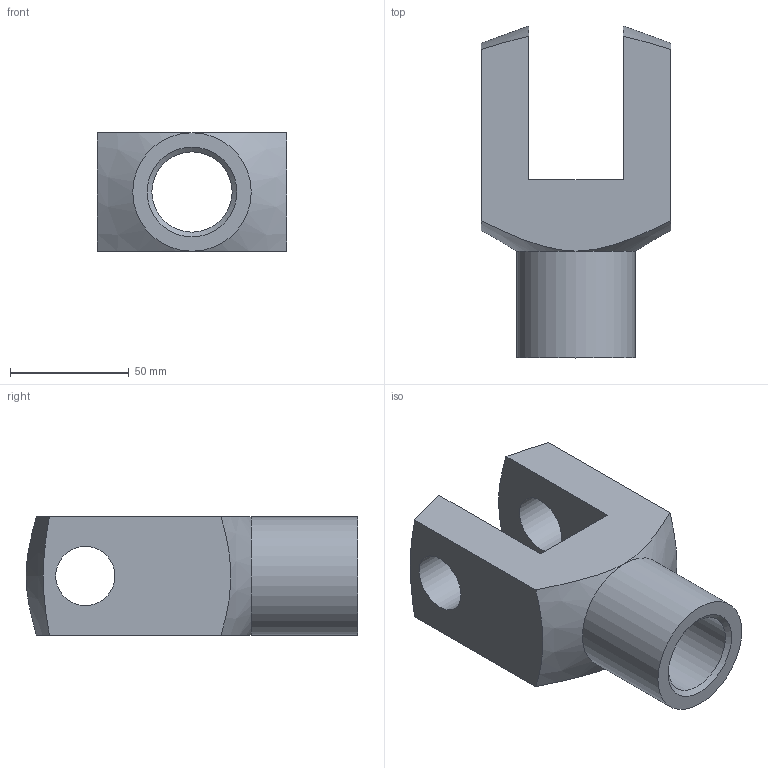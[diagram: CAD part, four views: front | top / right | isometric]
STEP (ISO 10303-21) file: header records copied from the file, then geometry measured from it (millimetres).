
FILE_DESCRIPTION( ( 'STEP AP203' ), '1' );
FILE_NAME( 'ex-Cromo G25x40CN.stp', '2018-12-20T16:29:10', ( '' ), ( '' ), ' ', 'PARTsolutions', ' ' );
FILE_SCHEMA( ( 'CONFIG_CONTROL_DESIGN' ) );
Length unit declared in the file: millimetre
Products named in the file (1): _ex-Cromo G25x40CN
Bounding box: 80 x 140 x 50 mm (x, y, z)
Volume: 231377.7 mm3; surface area: 45437.7 mm2
Topology: 1 solids, 1 shells, 17 faces, 44 edges, 29 vertices
Faces by surface type: plane 8, cone 5, cylinder 4
Full cylindrical faces by diameter (mm): 25 x2, 33.835 x1, 50 x1
Entity records: 676 total; most frequent: CARTESIAN_POINT 260, ORIENTED_EDGE 72, DIRECTION 68, EDGE_CURVE 36, AXIS2_PLACEMENT_3D 28, EDGE_LOOP 28, VERTEX_POINT 26, FACE_OUTER_BOUND 21
